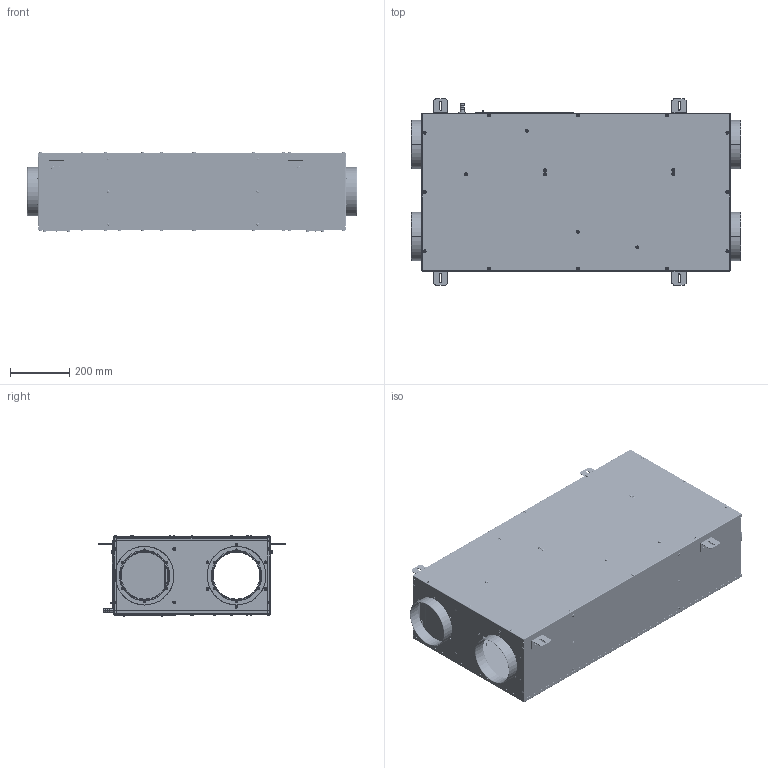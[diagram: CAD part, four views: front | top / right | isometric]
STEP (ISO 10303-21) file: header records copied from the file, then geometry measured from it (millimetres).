
FILE_DESCRIPTION(('CATIA V5 STEP Exchange','CAx-IF Rec.Pracs.--- Model Styling and Organization---1.4--- 2014-01-23','CAx-IF Rec.Pracs.---3D Tessellated Data Validation Properties---0.5---2014-09-14'),'2;1');
FILE_NAME('STEP_AIR111000_250_-_TST.stp','2021-05-07T13:59:21+00:00',('none'),('none'),'CATIA Version 5-6 Release 2019 SP3','CATIA V5 STEP AP242 v1','none');
FILE_SCHEMA(('AP242_MANAGED_MODEL_BASED_3D_ENGINEERING_MIM_LF {1 0 10303 442 1 1 4}'));
Products named in the file (1): AIR111000 250 - TST
Bounding box: 1111.4 x 628.4 x 270.71 mm (x, y, z)
Volume: 5529851.8 mm3; surface area: 4799274.9 mm2
Topology: 3 solids, 24 shells, 5237 faces, 13327 edges, 8406 vertices
Faces by surface type: plane 2332, cylinder 1719, torus 616, cone 520, sphere 50
Entity records: 155440 total; most frequent: CARTESIAN_POINT 40083, ORIENTED_EDGE 26410, DIRECTION 18564, EDGE_CURVE 13205, AXIS2_PLACEMENT_3D 8432, VERTEX_POINT 8402, VECTOR 6307, LINE 6307
